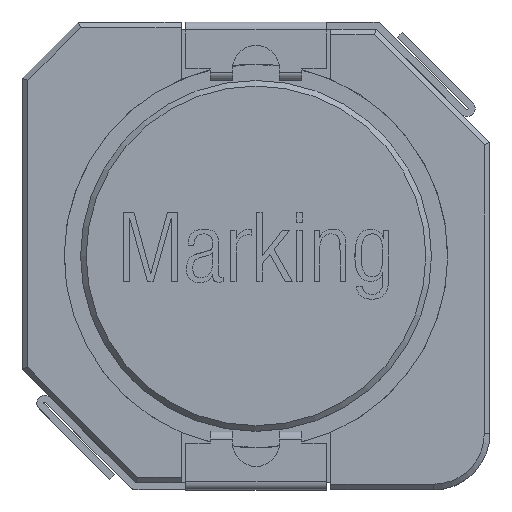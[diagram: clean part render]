
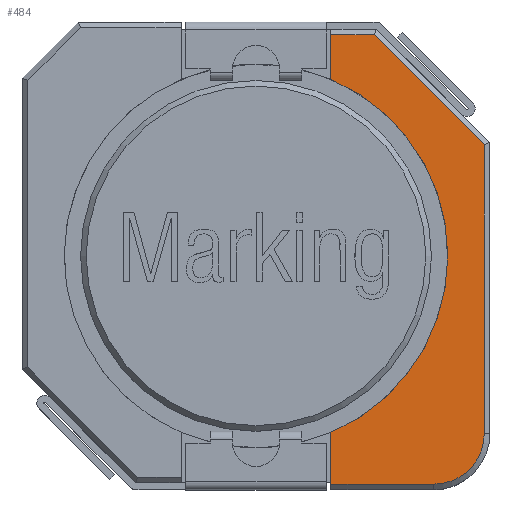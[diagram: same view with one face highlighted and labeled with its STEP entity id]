
A CAD part, top view. The second image highlights one B-rep face of the part: STEP entity #484.
In plain terms, the highlighted planar face has unit normal (0, 0, 1).
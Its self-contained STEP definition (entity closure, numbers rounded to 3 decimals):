
#484 = ADVANCED_FACE( '', ( #1016 ), #1017, .T. );
#1016 = FACE_OUTER_BOUND( '', #1610, .T. );
#1017 = PLANE( '', #1611 );
#1610 = EDGE_LOOP( '', ( #3054, #3055, #3056, #3057, #3058, #3059, #3060, #3061 ) );
#1611 = AXIS2_PLACEMENT_3D( '', #3062, #3063, #3064 );
#3054 = ORIENTED_EDGE( '', *, *, #4024, .T. );
#3055 = ORIENTED_EDGE( '', *, *, #4113, .T. );
#3056 = ORIENTED_EDGE( '', *, *, #4114, .T. );
#3057 = ORIENTED_EDGE( '', *, *, #3672, .T. );
#3058 = ORIENTED_EDGE( '', *, *, #3642, .T. );
#3059 = ORIENTED_EDGE( '', *, *, #4115, .T. );
#3060 = ORIENTED_EDGE( '', *, *, #3636, .T. );
#3061 = ORIENTED_EDGE( '', *, *, #3998, .T. );
#3062 = CARTESIAN_POINT( '', ( -5., -5., 2.3 ) );
#3063 = DIRECTION( '', ( 0., 0., 1. ) );
#3064 = DIRECTION( '', ( 1., 0., 0. ) );
#3636 = EDGE_CURVE( '', #4343, #4348, #4350, .T. );
#3642 = EDGE_CURVE( '', #4360, #4358, #4361, .T. );
#3672 = EDGE_CURVE( '', #4414, #4360, #4415, .T. );
#3998 = EDGE_CURVE( '', #4348, #4917, #4919, .T. );
#4024 = EDGE_CURVE( '', #4917, #4950, #4952, .T. );
#4113 = EDGE_CURVE( '', #4950, #5068, #5069, .T. );
#4114 = EDGE_CURVE( '', #5068, #4414, #5070, .T. );
#4115 = EDGE_CURVE( '', #4358, #4343, #5071, .T. );
#4343 = VERTEX_POINT( '', #5366 );
#4348 = VERTEX_POINT( '', #5372 );
#4350 = CIRCLE( '', #5375, 1.08 );
#4358 = VERTEX_POINT( '', #5386 );
#4360 = VERTEX_POINT( '', #5389 );
#4361 = LINE( '', #5390, #5391 );
#4414 = VERTEX_POINT( '', #5465 );
#4415 = CIRCLE( '', #5466, 4.1 );
#4917 = VERTEX_POINT( '', #6401 );
#4919 = LINE( '', #6404, #6405 );
#4950 = VERTEX_POINT( '', #6457 );
#4952 = LINE( '', #6460, #6461 );
#5068 = VERTEX_POINT( '', #6672 );
#5069 = LINE( '', #6673, #6674 );
#5070 = LINE( '', #6675, #6676 );
#5071 = LINE( '', #6677, #6678 );
#5366 = CARTESIAN_POINT( '', ( 3.8, -4.88, 2.3 ) );
#5372 = CARTESIAN_POINT( '', ( 4.88, -3.8, 2.3 ) );
#5375 = AXIS2_PLACEMENT_3D( '', #6939, #6940, #6941 );
#5386 = CARTESIAN_POINT( '', ( 1.6, -4.88, 2.3 ) );
#5389 = CARTESIAN_POINT( '', ( 1.6, -3.775, 2.3 ) );
#5390 = CARTESIAN_POINT( '', ( 1.6, -5., 2.3 ) );
#5391 = VECTOR( '', #6946, 1000. );
#5465 = CARTESIAN_POINT( '', ( 1.6, 3.775, 2.3 ) );
#5466 = AXIS2_PLACEMENT_3D( '', #6981, #6982, #6983 );
#6401 = CARTESIAN_POINT( '', ( 4.88, 2.375, 2.3 ) );
#6404 = CARTESIAN_POINT( '', ( 4.88, 2.425, 2.3 ) );
#6405 = VECTOR( '', #7219, 1000. );
#6457 = CARTESIAN_POINT( '', ( 2.525, 4.73, 2.3 ) );
#6460 = CARTESIAN_POINT( '', ( 2.49, 4.765, 2.3 ) );
#6461 = VECTOR( '', #7230, 1000. );
#6672 = CARTESIAN_POINT( '', ( 1.6, 4.73, 2.3 ) );
#6673 = CARTESIAN_POINT( '', ( -5., 4.73, 2.3 ) );
#6674 = VECTOR( '', #7270, 1000. );
#6675 = CARTESIAN_POINT( '', ( 1.6, 14.328, 2.3 ) );
#6676 = VECTOR( '', #7271, 1000. );
#6677 = CARTESIAN_POINT( '', ( 3.8, -4.88, 2.3 ) );
#6678 = VECTOR( '', #7272, 1000. );
#6939 = CARTESIAN_POINT( '', ( 3.8, -3.8, 2.3 ) );
#6940 = DIRECTION( '', ( 0., 0., 1. ) );
#6941 = DIRECTION( '', ( 1., 0., 0. ) );
#6946 = DIRECTION( '', ( 0., -1., 0. ) );
#6981 = CARTESIAN_POINT( '', ( 0., 0., 2.3 ) );
#6982 = DIRECTION( '', ( 0., 0., -1. ) );
#6983 = DIRECTION( '', ( 1., 0., 0. ) );
#7219 = DIRECTION( '', ( 0., 1., 0. ) );
#7230 = DIRECTION( '', ( -0.707, 0.707, 0. ) );
#7270 = DIRECTION( '', ( -1., 0., 0. ) );
#7271 = DIRECTION( '', ( 0., -1., 0. ) );
#7272 = DIRECTION( '', ( 1., 0., 0. ) );
